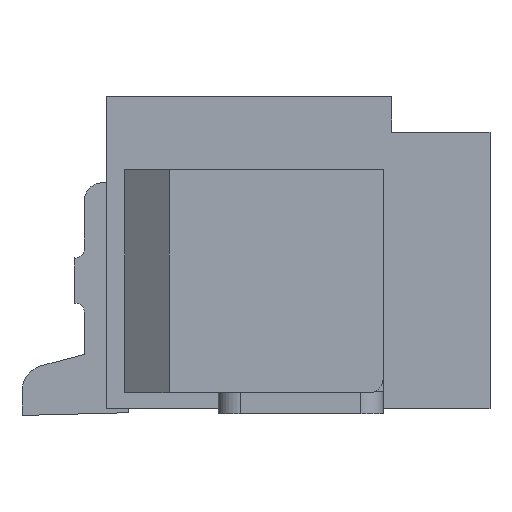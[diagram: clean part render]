
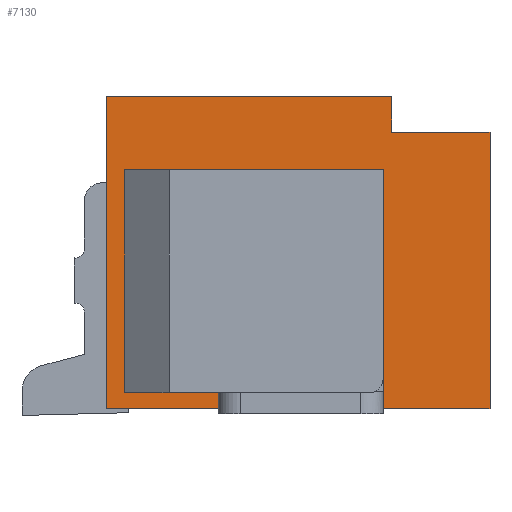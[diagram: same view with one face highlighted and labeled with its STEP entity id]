
A CAD part, left-side view. The second image highlights one B-rep face of the part: STEP entity #7130.
In plain terms, the highlighted planar face has unit normal (-1, 0, 0).
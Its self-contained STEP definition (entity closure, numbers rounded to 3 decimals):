
#107 = ORIENTED_EDGE ( 'NONE', *, *, #4526, .F. ) ;
#363 = ORIENTED_EDGE ( 'NONE', *, *, #4819, .F. ) ;
#381 = VERTEX_POINT ( 'NONE', #5977 ) ;
#450 = AXIS2_PLACEMENT_3D ( 'NONE', #10392, #3008, #1417 ) ;
#657 = VECTOR ( 'NONE', #4683, 1000. ) ;
#881 = LINE ( 'NONE', #5778, #1330 ) ;
#1016 = VECTOR ( 'NONE', #7871, 1000. ) ;
#1083 = DIRECTION ( 'NONE',  ( 0., 0., 1. ) ) ;
#1101 = FACE_OUTER_BOUND ( 'NONE', #1965, .T. ) ;
#1264 = CARTESIAN_POINT ( 'NONE',  ( -2.2, 0.5, -0.82 ) ) ;
#1300 = ORIENTED_EDGE ( 'NONE', *, *, #4393, .T. ) ;
#1330 = VECTOR ( 'NONE', #9879, 1000. ) ;
#1417 = DIRECTION ( 'NONE',  ( 0., -1., 0. ) ) ;
#1473 = EDGE_CURVE ( 'NONE', #3203, #8891, #2756, .T. ) ;
#1931 = ORIENTED_EDGE ( 'NONE', *, *, #8759, .F. ) ;
#1965 = EDGE_LOOP ( 'NONE', ( #2870, #3760, #363, #107, #1300, #1931 ) ) ;
#1985 = LINE ( 'NONE', #2145, #2167 ) ;
#2102 = LINE ( 'NONE', #5403, #1016 ) ;
#2108 = LINE ( 'NONE', #8771, #6141 ) ;
#2145 = CARTESIAN_POINT ( 'NONE',  ( -2.2, 0.7, -3.5 ) ) ;
#2167 = VECTOR ( 'NONE', #7770, 1000. ) ;
#2756 = LINE ( 'NONE', #1264, #7069 ) ;
#2870 = ORIENTED_EDGE ( 'NONE', *, *, #8239, .T. ) ;
#2978 = VECTOR ( 'NONE', #7418, 1000. ) ;
#3008 = DIRECTION ( 'NONE',  ( -1., 0., 0. ) ) ;
#3166 = CARTESIAN_POINT ( 'NONE',  ( -2.2, -3.6, -0.4 ) ) ;
#3203 = VERTEX_POINT ( 'NONE', #8368 ) ;
#3358 = VERTEX_POINT ( 'NONE', #4316 ) ;
#3361 = CARTESIAN_POINT ( 'NONE',  ( -2.2, 0.5, -3.32 ) ) ;
#3555 = PLANE ( 'NONE',  #450 ) ;
#3561 = EDGE_CURVE ( 'NONE', #3358, #9025, #4128, .T. ) ;
#3760 = ORIENTED_EDGE ( 'NONE', *, *, #8036, .F. ) ;
#3833 = ORIENTED_EDGE ( 'NONE', *, *, #3561, .F. ) ;
#3870 = DIRECTION ( 'NONE',  ( 0., 1., 0. ) ) ;
#4128 = LINE ( 'NONE', #3361, #2978 ) ;
#4310 = EDGE_CURVE ( 'NONE', #9025, #8891, #5184, .T. ) ;
#4316 = CARTESIAN_POINT ( 'NONE',  ( -2.2, 0.5, -3.32 ) ) ;
#4393 = EDGE_CURVE ( 'NONE', #5927, #7793, #1985, .T. ) ;
#4526 = EDGE_CURVE ( 'NONE', #5927, #5346, #881, .T. ) ;
#4683 = DIRECTION ( 'NONE',  ( 0., 0., 1. ) ) ;
#4819 = EDGE_CURVE ( 'NONE', #5346, #6345, #2108, .T. ) ;
#4909 = ORIENTED_EDGE ( 'NONE', *, *, #4310, .F. ) ;
#5094 = EDGE_CURVE ( 'NONE', #3358, #3203, #9591, .T. ) ;
#5184 = LINE ( 'NONE', #8476, #6477 ) ;
#5257 = CARTESIAN_POINT ( 'NONE',  ( -2.2, -3.6, -3.5 ) ) ;
#5346 = VERTEX_POINT ( 'NONE', #7464 ) ;
#5403 = CARTESIAN_POINT ( 'NONE',  ( -2.2, -2.5, 0. ) ) ;
#5484 = CARTESIAN_POINT ( 'NONE',  ( -2.2, 0.5, -3.32 ) ) ;
#5644 = LINE ( 'NONE', #6404, #7043 ) ;
#5778 = CARTESIAN_POINT ( 'NONE',  ( -2.2, 0.7, -3.5 ) ) ;
#5857 = VECTOR ( 'NONE', #6463, 1000. ) ;
#5927 = VERTEX_POINT ( 'NONE', #7199 ) ;
#5977 = CARTESIAN_POINT ( 'NONE',  ( -2.2, -3.6, -0.4 ) ) ;
#6141 = VECTOR ( 'NONE', #8678, 1000. ) ;
#6345 = VERTEX_POINT ( 'NONE', #10339 ) ;
#6404 = CARTESIAN_POINT ( 'NONE',  ( -2.2, -3.6, -0.4 ) ) ;
#6463 = DIRECTION ( 'NONE',  ( 0., 0., -1. ) ) ;
#6477 = VECTOR ( 'NONE', #1083, 1000. ) ;
#6978 = VERTEX_POINT ( 'NONE', #8105 ) ;
#7043 = VECTOR ( 'NONE', #3870, 1000. ) ;
#7069 = VECTOR ( 'NONE', #10356, 1000. ) ;
#7130 = ADVANCED_FACE ( 'NONE', ( #1101, #10041 ), #3555, .T. ) ;
#7185 = ORIENTED_EDGE ( 'NONE', *, *, #1473, .T. ) ;
#7199 = CARTESIAN_POINT ( 'NONE',  ( -2.2, 0.7, -3.5 ) ) ;
#7418 = DIRECTION ( 'NONE',  ( 0., -1., 0. ) ) ;
#7464 = CARTESIAN_POINT ( 'NONE',  ( -2.2, 0.7, 0. ) ) ;
#7770 = DIRECTION ( 'NONE',  ( 0., -1., 0. ) ) ;
#7793 = VERTEX_POINT ( 'NONE', #5257 ) ;
#7841 = ORIENTED_EDGE ( 'NONE', *, *, #5094, .T. ) ;
#7871 = DIRECTION ( 'NONE',  ( 0., 0., -1. ) ) ;
#8036 = EDGE_CURVE ( 'NONE', #6345, #6978, #2102, .T. ) ;
#8105 = CARTESIAN_POINT ( 'NONE',  ( -2.2, -2.5, -0.4 ) ) ;
#8239 = EDGE_CURVE ( 'NONE', #381, #6978, #5644, .T. ) ;
#8368 = CARTESIAN_POINT ( 'NONE',  ( -2.2, 0.5, -0.82 ) ) ;
#8476 = CARTESIAN_POINT ( 'NONE',  ( -2.2, -0.55, -3.32 ) ) ;
#8678 = DIRECTION ( 'NONE',  ( 0., -1., 0. ) ) ;
#8759 = EDGE_CURVE ( 'NONE', #381, #7793, #9913, .T. ) ;
#8771 = CARTESIAN_POINT ( 'NONE',  ( -2.2, 0.7, 0. ) ) ;
#8891 = VERTEX_POINT ( 'NONE', #9345 ) ;
#9025 = VERTEX_POINT ( 'NONE', #10593 ) ;
#9296 = EDGE_LOOP ( 'NONE', ( #7185, #4909, #3833, #7841 ) ) ;
#9345 = CARTESIAN_POINT ( 'NONE',  ( -2.2, -0.55, -0.82 ) ) ;
#9591 = LINE ( 'NONE', #5484, #657 ) ;
#9879 = DIRECTION ( 'NONE',  ( 0., 0., 1. ) ) ;
#9913 = LINE ( 'NONE', #3166, #5857 ) ;
#10041 = FACE_BOUND ( 'NONE', #9296, .T. ) ;
#10339 = CARTESIAN_POINT ( 'NONE',  ( -2.2, -2.5, 0. ) ) ;
#10356 = DIRECTION ( 'NONE',  ( 0., -1., 0. ) ) ;
#10392 = CARTESIAN_POINT ( 'NONE',  ( -2.2, 0.7, 0. ) ) ;
#10593 = CARTESIAN_POINT ( 'NONE',  ( -2.2, -0.55, -3.32 ) ) ;
